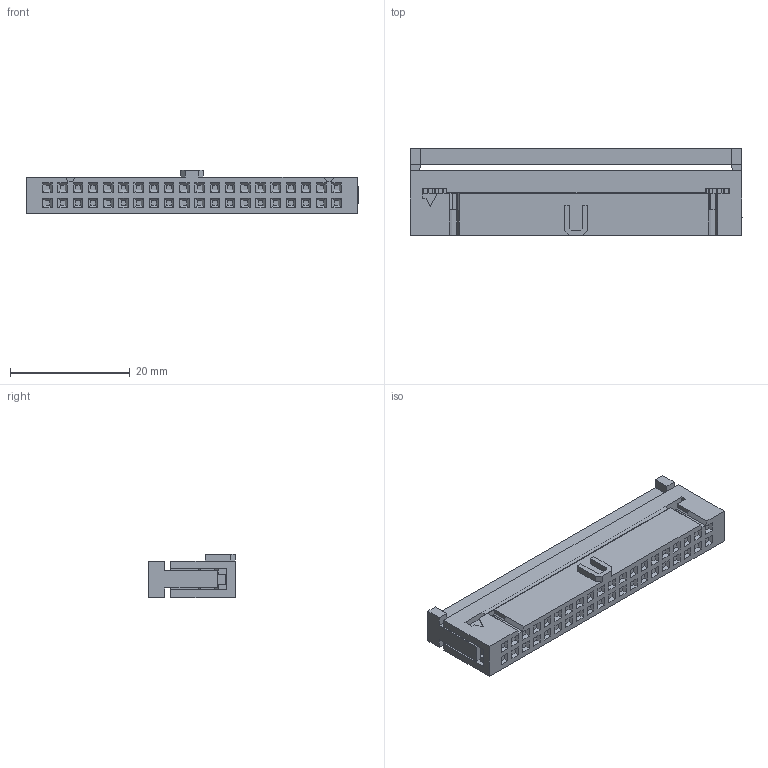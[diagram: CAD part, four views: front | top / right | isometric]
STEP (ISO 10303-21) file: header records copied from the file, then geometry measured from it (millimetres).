
FILE_DESCRIPTION(/* description */ (''),/* implementation_level */ '2;1');
FILE_NAME(/* name */ '100141378ugm000_b.stp',/* time_stamp */ '2016-11-24T14:03:15+01:00',/* author */ (''),/* organization */ (''),/* preprocessor_version */ 'ST-DEVELOPER v16',/* originating_system */ 'SIEMENS PLM Software NX 10.0',/* authorisation */ '');
FILE_SCHEMA (('AUTOMOTIVE_DESIGN { 1 0 10303 214 3 1 1 1 }'));
Length unit declared in the file: millimetre
Products named in the file (1): 100141378ugm000_b
Bounding box: 55.4 x 14.5 x 7.2 mm (x, y, z)
Volume: 3634.2 mm3; surface area: 3577.2 mm2
Topology: 1 solids, 1 shells, 667 faces, 1865 edges, 1232 vertices
Faces by surface type: plane 661, cylinder 6
Entity records: 23568 total; most frequent: CARTESIAN_POINT 3801, ORIENTED_EDGE 3730, DIRECTION 3201, EDGE_CURVE 1865, LINE 1841, VECTOR 1841, VERTEX_POINT 1232, EDGE_LOOP 871
